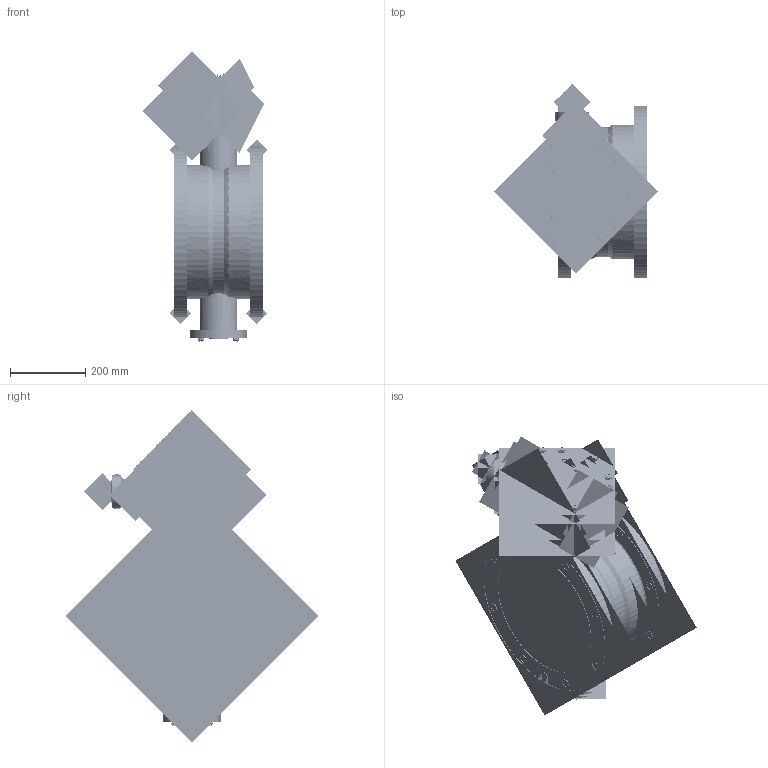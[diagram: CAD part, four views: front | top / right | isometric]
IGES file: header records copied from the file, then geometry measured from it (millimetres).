
Start section:  PTC IGES file: class_250ii_mj_x_mj-12-inch_asm.igs
Global section: file name: class_250ii_mj_x_mj-12-inch_asm.igs; native system: Creo Parametric by Parametric Technology Corporation; preprocessor: 2013050; author: HAPPY; organization: Unknown; date: 20161214.183847; units: inch
Bounding box: 435.24 x 670.3 x 880.51 mm (x, y, z)
Volume: 20221942.6 mm3; surface area: 11384512.2 mm2
Topology: 23 solids, 23 shells, 5338 faces, 29390 edges, 38460 vertices
Faces by surface type: revolution 4728, bspline 610
